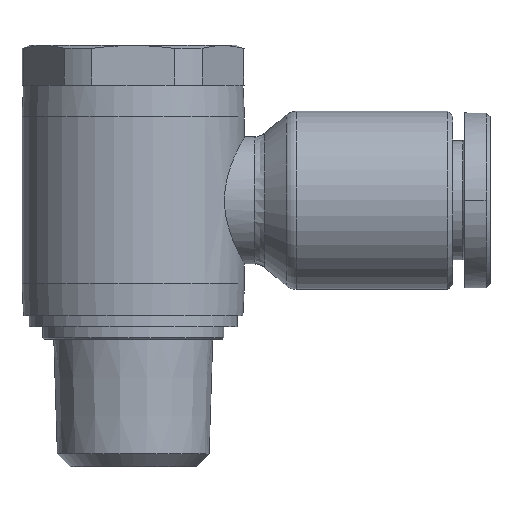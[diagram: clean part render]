
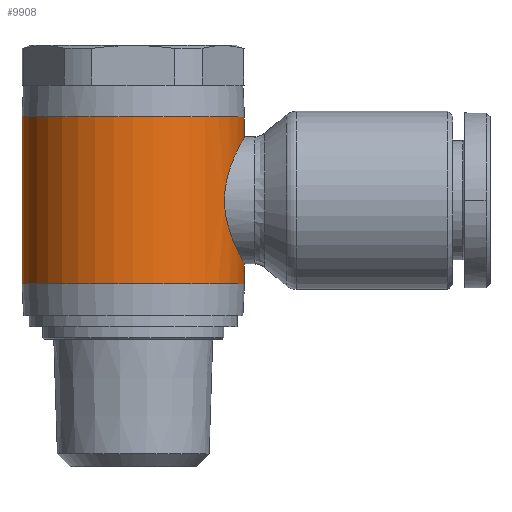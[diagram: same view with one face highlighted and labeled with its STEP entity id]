
A CAD part, front view. The second image highlights one B-rep face of the part: STEP entity #9908.
In plain terms, the highlighted cylindrical face has radius 7 mm (diameter 14 mm), a partial arc.
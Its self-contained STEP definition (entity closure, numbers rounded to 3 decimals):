
#225=CARTESIAN_POINT('',(-7.5,0.,4.0));
#226=VERTEX_POINT('',#225);
#242=CARTESIAN_POINT('',(-7.5,0.,-4.));
#243=VERTEX_POINT('',#242);
#405=CARTESIAN_POINT('',(-7.5,0.,5.25));
#406=VERTEX_POINT('',#405);
#415=CARTESIAN_POINT('',(6.5,0.,5.25));
#416=VERTEX_POINT('',#415);
#503=CARTESIAN_POINT('',(-7.5,0.,-5.25));
#504=VERTEX_POINT('',#503);
#520=CARTESIAN_POINT('',(6.5,0.,-5.25));
#521=VERTEX_POINT('',#520);
#543=CARTESIAN_POINT('',(-7.5,0.,-5.25));
#544=DIRECTION('',(0.0,0.0,1.0));
#545=VECTOR('',#544,1.25);
#546=LINE('',#543,#545);
#547=EDGE_CURVE('',#504,#243,#546,.T.);
#550=CARTESIAN_POINT('',(6.5,0.,5.25));
#551=DIRECTION('',(0.0,0.0,-1.0));
#552=VECTOR('',#551,10.5);
#553=LINE('',#550,#552);
#554=EDGE_CURVE('',#416,#521,#553,.T.);
#557=CARTESIAN_POINT('',(-7.5,0.,4.0));
#558=DIRECTION('',(0.0,0.0,1.0));
#559=VECTOR('',#558,1.25);
#560=LINE('',#557,#559);
#561=EDGE_CURVE('',#226,#406,#560,.T.);
#9840=CARTESIAN_POINT('',(-0.5,0.,0.));
#9841=DIRECTION('',(0.,0.,1.0));
#9842=DIRECTION('',(-1.0,0.0,0.0));
#9843=AXIS2_PLACEMENT_3D('',#9840,#9841,#9842);
#9844=CYLINDRICAL_SURFACE('',#9843,7.);
#9845=ORIENTED_EDGE('',*,*,#547,.T.);
#9846=CARTESIAN_POINT('',(-6.245,4.,0.));
#9847=VERTEX_POINT('',#9846);
#9848=CARTESIAN_POINT('',(-6.245,4.,0.));
#9849=CARTESIAN_POINT('',(-6.245,4.,-0.259));
#9850=CARTESIAN_POINT('',(-6.263,3.974,-0.524));
#9851=CARTESIAN_POINT('',(-6.333,3.87,-1.046));
#9852=CARTESIAN_POINT('',(-6.386,3.791,-1.303));
#9853=CARTESIAN_POINT('',(-6.513,3.586,-1.793));
#9854=CARTESIAN_POINT('',(-6.588,3.459,-2.026));
#9855=CARTESIAN_POINT('',(-6.745,3.167,-2.457));
#9856=CARTESIAN_POINT('',(-6.826,3.003,-2.654));
#9857=CARTESIAN_POINT('',(-6.98,2.655,-3.002));
#9858=CARTESIAN_POINT('',(-7.058,2.458,-3.166));
#9859=CARTESIAN_POINT('',(-7.204,2.027,-3.458));
#9860=CARTESIAN_POINT('',(-7.271,1.793,-3.585));
#9861=CARTESIAN_POINT('',(-7.382,1.302,-3.792));
#9862=CARTESIAN_POINT('',(-7.427,1.044,-3.87));
#9863=CARTESIAN_POINT('',(-7.485,0.522,-3.975));
#9864=CARTESIAN_POINT('',(-7.5,0.258,-4.));
#9865=CARTESIAN_POINT('',(-7.5,0.,-4.));
#9866=B_SPLINE_CURVE_WITH_KNOTS('',3,(#9848,#9849,#9850,#9851,#9852,#9853,#9854,#9855,#9856,#9857,#9858,#9859,#9860,#9861,#9862,#9863,#9864,#9865),.UNSPECIFIED.,.F.,.U.,(4,2,2,2,2,2,2,2,4),(0.0,0.776,1.553,2.329,3.106,3.878,4.651,5.424,6.196),.UNSPECIFIED.);
#9867=EDGE_CURVE('',#9847,#243,#9866,.T.);
#9868=ORIENTED_EDGE('',*,*,#9867,.F.);
#9869=CARTESIAN_POINT('',(-7.5,0.,4.0));
#9870=CARTESIAN_POINT('',(-7.5,0.258,4.0));
#9871=CARTESIAN_POINT('',(-7.485,0.522,3.975));
#9872=CARTESIAN_POINT('',(-7.427,1.044,3.87));
#9873=CARTESIAN_POINT('',(-7.382,1.302,3.792));
#9874=CARTESIAN_POINT('',(-7.271,1.793,3.585));
#9875=CARTESIAN_POINT('',(-7.204,2.027,3.458));
#9876=CARTESIAN_POINT('',(-7.058,2.458,3.166));
#9877=CARTESIAN_POINT('',(-6.98,2.655,3.002));
#9878=CARTESIAN_POINT('',(-6.826,3.003,2.654));
#9879=CARTESIAN_POINT('',(-6.745,3.167,2.457));
#9880=CARTESIAN_POINT('',(-6.588,3.459,2.026));
#9881=CARTESIAN_POINT('',(-6.513,3.586,1.793));
#9882=CARTESIAN_POINT('',(-6.386,3.791,1.303));
#9883=CARTESIAN_POINT('',(-6.333,3.87,1.046));
#9884=CARTESIAN_POINT('',(-6.263,3.974,0.524));
#9885=CARTESIAN_POINT('',(-6.245,4.,0.259));
#9886=CARTESIAN_POINT('',(-6.245,4.,0.));
#9887=B_SPLINE_CURVE_WITH_KNOTS('',3,(#9869,#9870,#9871,#9872,#9873,#9874,#9875,#9876,#9877,#9878,#9879,#9880,#9881,#9882,#9883,#9884,#9885,#9886),.UNSPECIFIED.,.F.,.U.,(4,2,2,2,2,2,2,2,4),(18.588,19.361,20.133,20.906,21.678,22.455,23.231,24.008,24.784),.UNSPECIFIED.);
#9888=EDGE_CURVE('',#226,#9847,#9887,.T.);
#9889=ORIENTED_EDGE('',*,*,#9888,.F.);
#9890=ORIENTED_EDGE('',*,*,#561,.T.);
#9891=CARTESIAN_POINT('',(-0.5,0.,5.25));
#9892=DIRECTION('',(0.0,0.0,1.0));
#9893=DIRECTION('',(-1.0,0.0,0.0));
#9894=AXIS2_PLACEMENT_3D('',#9891,#9892,#9893);
#9895=CIRCLE('',#9894,7.);
#9896=EDGE_CURVE('',#416,#406,#9895,.T.);
#9897=ORIENTED_EDGE('',*,*,#9896,.F.);
#9898=ORIENTED_EDGE('',*,*,#554,.T.);
#9899=CARTESIAN_POINT('',(-0.5,0.,-5.25));
#9900=DIRECTION('',(0.0,0.0,1.0));
#9901=DIRECTION('',(-1.0,0.0,0.0));
#9902=AXIS2_PLACEMENT_3D('',#9899,#9900,#9901);
#9903=CIRCLE('',#9902,7.);
#9904=EDGE_CURVE('',#521,#504,#9903,.T.);
#9905=ORIENTED_EDGE('',*,*,#9904,.T.);
#9906=EDGE_LOOP('',(#9845,#9868,#9889,#9890,#9897,#9898,#9905));
#9907=FACE_OUTER_BOUND('',#9906,.T.);
#9908=ADVANCED_FACE('',(#9907),#9844,.T.);
